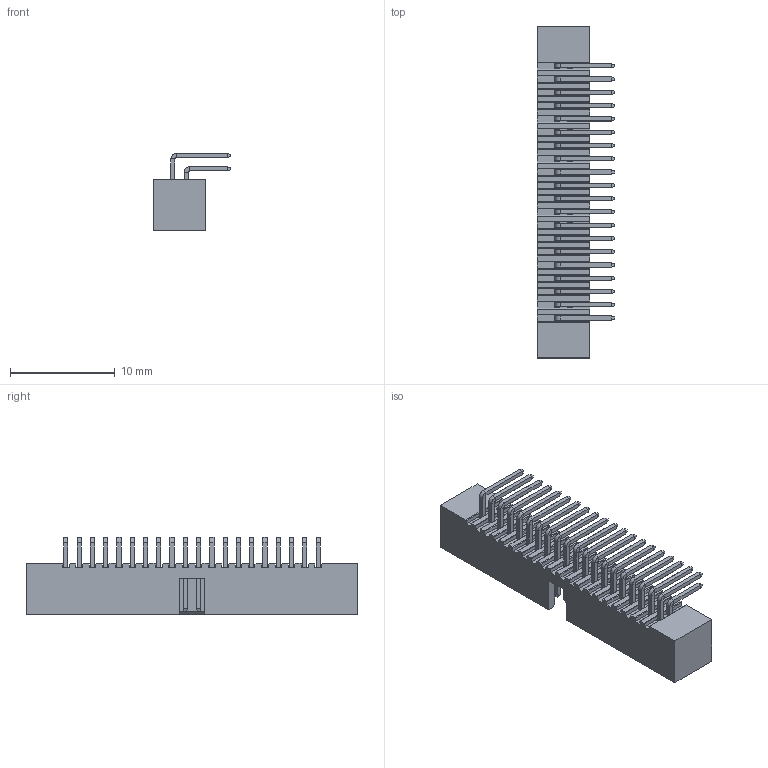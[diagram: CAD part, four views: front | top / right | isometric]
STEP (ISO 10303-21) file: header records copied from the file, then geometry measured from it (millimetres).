
FILE_DESCRIPTION((''),'2;1');
FILE_NAME('2195R-40G_ASM','2020-12-10T09:29:48',('Jamie'),(''),'CREO PARAMETRIC BY PTC INC, 2018050','CREO PARAMETRIC BY PTC INC, 2018050','');
FILE_SCHEMA(('CONFIG_CONTROL_DESIGN'));
Length unit declared in the file: millimetre
Products named in the file (4): 801-2195R-40G; 802-2195R-XXG; 802-2195R-XXG-L; 2195R-40G_ASM
Assembly tree (41 placements, depth 2):
  2195R-40G_ASM
    801-2195R-40G
    802-2195R-XXG  x20
    802-2195R-XXG-L  x20
Bounding box: 7.4 x 31.75 x 7.37 mm (x, y, z)
Volume: 456.2 mm3; surface area: 1706.7 mm2
Topology: 41 solids, 41 shells, 1339 faces, 2967 edges, 1710 vertices
Faces by surface type: plane 1259, cylinder 80
Entity records: 15281 total; most frequent: CARTESIAN_POINT 2641, ORIENTED_EDGE 2590, DIRECTION 2399, EDGE_CURVE 1295, VECTOR 1287, LINE 1287, VERTEX_POINT 798, EDGE_LOOP 583
